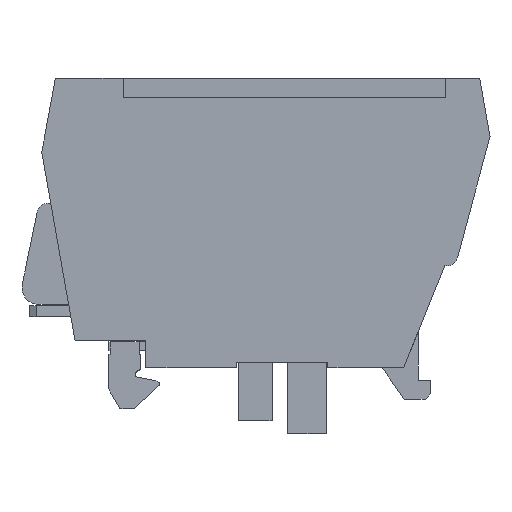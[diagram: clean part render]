
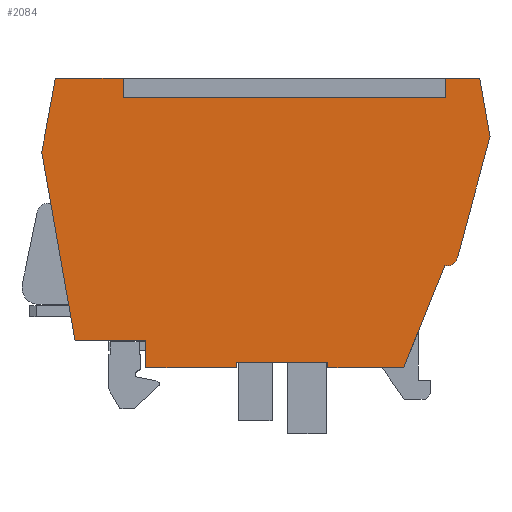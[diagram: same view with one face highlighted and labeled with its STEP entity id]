
A CAD part, left-side view. The second image highlights one B-rep face of the part: STEP entity #2084.
In plain terms, the highlighted face is planar.
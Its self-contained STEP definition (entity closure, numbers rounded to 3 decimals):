
#35=DIRECTION('',(0.,-1.,0.));
#36=VECTOR('',#35,28.5);
#37=CARTESIAN_POINT('',(28.3,38.763,0.));
#38=LINE('',#37,#36);
#39=DIRECTION('',(-1.,0.,0.));
#40=VECTOR('',#39,1.7);
#41=CARTESIAN_POINT('',(30.,10.263,0.));
#42=LINE('',#41,#40);
#43=DIRECTION('',(0.,1.,0.));
#44=VECTOR('',#43,3.03);
#45=CARTESIAN_POINT('',(30.,7.233,0.));
#46=LINE('',#45,#44);
#47=DIRECTION('',(0.985,0.174,0.));
#48=VECTOR('',#47,5.229);
#49=CARTESIAN_POINT('',(24.85,6.325,0.));
#50=LINE('',#49,#48);
#51=DIRECTION('',(0.966,-0.259,0.));
#52=VECTOR('',#51,11.072);
#53=CARTESIAN_POINT('',(14.155,9.19,0.));
#54=LINE('',#53,#52);
#55=CARTESIAN_POINT('',(14.414,10.156,0.));
#56=DIRECTION('',(0.,0.,1.));
#57=DIRECTION('',(-0.987,0.159,0.));
#58=AXIS2_PLACEMENT_3D('',#55,#56,#57);
#60=DIRECTION('',(0.927,-0.375,0.));
#61=VECTOR('',#60,9.736);
#62=CARTESIAN_POINT('',(4.4,13.963,0.));
#63=LINE('',#62,#61);
#64=DIRECTION('',(0.,-1.,0.));
#65=VECTOR('',#64,6.7);
#66=CARTESIAN_POINT('',(4.4,20.663,0.));
#67=LINE('',#66,#65);
#68=DIRECTION('',(-1.,0.,0.));
#69=VECTOR('',#68,0.5);
#70=CARTESIAN_POINT('',(4.9,20.663,0.));
#71=LINE('',#70,#69);
#72=DIRECTION('',(0.,-1.,0.));
#73=VECTOR('',#72,8.1);
#74=CARTESIAN_POINT('',(4.9,28.763,0.));
#75=LINE('',#74,#73);
#76=DIRECTION('',(1.,0.,0.));
#77=VECTOR('',#76,0.5);
#78=CARTESIAN_POINT('',(4.4,28.763,0.));
#79=LINE('',#78,#77);
#80=DIRECTION('',(0.,-1.,0.));
#81=VECTOR('',#80,8.);
#82=CARTESIAN_POINT('',(4.4,36.763,0.));
#83=LINE('',#82,#81);
#84=DIRECTION('',(-1.,0.,0.));
#85=VECTOR('',#84,2.4);
#86=CARTESIAN_POINT('',(6.8,36.763,0.));
#87=LINE('',#86,#85);
#88=DIRECTION('',(0.,-1.,0.));
#89=VECTOR('',#88,6.27);
#90=CARTESIAN_POINT('',(6.8,43.033,0.));
#91=LINE('',#90,#89);
#92=DIRECTION('',(-0.985,-0.174,0.));
#93=VECTOR('',#92,16.937);
#94=CARTESIAN_POINT('',(23.48,45.974,0.));
#95=LINE('',#94,#93);
#96=DIRECTION('',(-0.983,0.181,0.));
#97=VECTOR('',#96,6.63);
#98=CARTESIAN_POINT('',(30.,44.773,0.));
#99=LINE('',#98,#97);
#100=DIRECTION('',(0.,1.,0.));
#101=VECTOR('',#100,6.01);
#102=CARTESIAN_POINT('',(30.,38.763,0.));
#103=LINE('',#102,#101);
#104=DIRECTION('',(-1.,0.,0.));
#105=VECTOR('',#104,1.7);
#106=CARTESIAN_POINT('',(30.,38.763,0.));
#107=LINE('',#106,#105);
#1569=CARTESIAN_POINT('',(28.3,38.763,0.));
#1570=CARTESIAN_POINT('',(28.3,10.263,0.));
#1571=VERTEX_POINT('',#1569);
#1572=VERTEX_POINT('',#1570);
#1577=CARTESIAN_POINT('',(30.,44.773,0.));
#1578=CARTESIAN_POINT('',(23.48,45.974,0.));
#1579=VERTEX_POINT('',#1577);
#1580=VERTEX_POINT('',#1578);
#1581=CARTESIAN_POINT('',(6.8,43.033,0.));
#1582=VERTEX_POINT('',#1581);
#1583=CARTESIAN_POINT('',(6.8,36.763,0.));
#1584=VERTEX_POINT('',#1583);
#1585=CARTESIAN_POINT('',(4.4,36.763,0.));
#1586=VERTEX_POINT('',#1585);
#1587=CARTESIAN_POINT('',(4.4,28.763,0.));
#1588=VERTEX_POINT('',#1587);
#1589=CARTESIAN_POINT('',(4.9,28.763,0.));
#1590=VERTEX_POINT('',#1589);
#1591=CARTESIAN_POINT('',(4.9,20.663,0.));
#1592=VERTEX_POINT('',#1591);
#1593=CARTESIAN_POINT('',(4.4,20.663,0.));
#1594=VERTEX_POINT('',#1593);
#1595=CARTESIAN_POINT('',(4.4,13.963,0.));
#1596=VERTEX_POINT('',#1595);
#1597=CARTESIAN_POINT('',(13.427,10.316,0.));
#1598=VERTEX_POINT('',#1597);
#1599=CARTESIAN_POINT('',(14.155,9.19,0.));
#1600=VERTEX_POINT('',#1599);
#1601=CARTESIAN_POINT('',(24.85,6.325,0.));
#1602=VERTEX_POINT('',#1601);
#1603=CARTESIAN_POINT('',(30.,7.233,0.));
#1604=VERTEX_POINT('',#1603);
#1737=CARTESIAN_POINT('',(30.,10.263,0.));
#1738=VERTEX_POINT('',#1737);
#1739=CARTESIAN_POINT('',(30.,38.763,0.));
#1740=VERTEX_POINT('',#1739);
#2041=CARTESIAN_POINT('',(0.,0.,0.));
#2042=DIRECTION('',(0.,0.,1.));
#2043=DIRECTION('',(1.,0.,0.));
#2044=AXIS2_PLACEMENT_3D('',#2041,#2042,#2043);
#2045=PLANE('',#2044);
#2047=ORIENTED_EDGE('',*,*,#2046,.T.);
#2049=ORIENTED_EDGE('',*,*,#2048,.F.);
#2051=ORIENTED_EDGE('',*,*,#2050,.F.);
#2053=ORIENTED_EDGE('',*,*,#2052,.F.);
#2055=ORIENTED_EDGE('',*,*,#2054,.F.);
#2057=ORIENTED_EDGE('',*,*,#2056,.F.);
#2059=ORIENTED_EDGE('',*,*,#2058,.F.);
#2061=ORIENTED_EDGE('',*,*,#2060,.F.);
#2063=ORIENTED_EDGE('',*,*,#2062,.F.);
#2065=ORIENTED_EDGE('',*,*,#2064,.F.);
#2067=ORIENTED_EDGE('',*,*,#2066,.F.);
#2069=ORIENTED_EDGE('',*,*,#2068,.F.);
#2071=ORIENTED_EDGE('',*,*,#2070,.F.);
#2073=ORIENTED_EDGE('',*,*,#2072,.F.);
#2075=ORIENTED_EDGE('',*,*,#2074,.F.);
#2077=ORIENTED_EDGE('',*,*,#2076,.F.);
#2079=ORIENTED_EDGE('',*,*,#2078,.F.);
#2081=ORIENTED_EDGE('',*,*,#2080,.T.);
#2082=EDGE_LOOP('',(#2047,#2049,#2051,#2053,#2055,#2057,#2059,#2061,#2063,#2065,
#2067,#2069,#2071,#2073,#2075,#2077,#2079,#2081));
#2083=FACE_OUTER_BOUND('',#2082,.F.);
#59=CIRCLE('',#58,1.);
#2046=EDGE_CURVE('',#1571,#1572,#38,.T.);
#2048=EDGE_CURVE('',#1738,#1572,#42,.T.);
#2050=EDGE_CURVE('',#1604,#1738,#46,.T.);
#2052=EDGE_CURVE('',#1602,#1604,#50,.T.);
#2054=EDGE_CURVE('',#1600,#1602,#54,.T.);
#2056=EDGE_CURVE('',#1598,#1600,#59,.T.);
#2058=EDGE_CURVE('',#1596,#1598,#63,.T.);
#2060=EDGE_CURVE('',#1594,#1596,#67,.T.);
#2062=EDGE_CURVE('',#1592,#1594,#71,.T.);
#2064=EDGE_CURVE('',#1590,#1592,#75,.T.);
#2066=EDGE_CURVE('',#1588,#1590,#79,.T.);
#2068=EDGE_CURVE('',#1586,#1588,#83,.T.);
#2070=EDGE_CURVE('',#1584,#1586,#87,.T.);
#2072=EDGE_CURVE('',#1582,#1584,#91,.T.);
#2074=EDGE_CURVE('',#1580,#1582,#95,.T.);
#2076=EDGE_CURVE('',#1579,#1580,#99,.T.);
#2078=EDGE_CURVE('',#1740,#1579,#103,.T.);
#2080=EDGE_CURVE('',#1740,#1571,#107,.T.);
#2084=ADVANCED_FACE('',(#2083),#2045,.T.);
